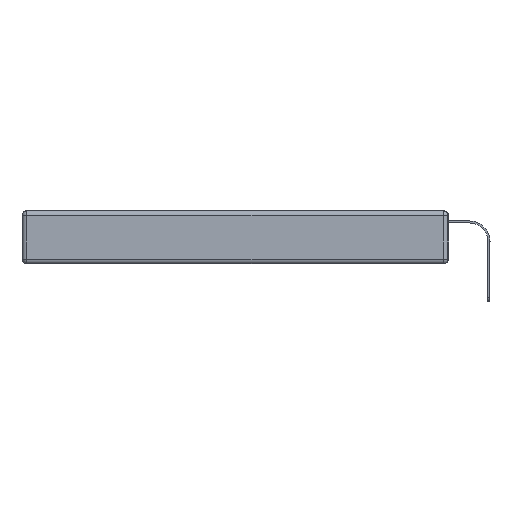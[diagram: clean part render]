
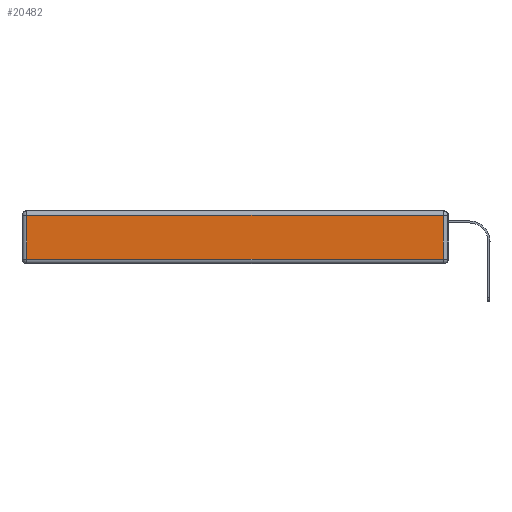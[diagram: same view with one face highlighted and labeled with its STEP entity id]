
A CAD part, left-side view. The second image highlights one B-rep face of the part: STEP entity #20482.
In plain terms, the highlighted planar face has unit normal (-1, 0, 0).
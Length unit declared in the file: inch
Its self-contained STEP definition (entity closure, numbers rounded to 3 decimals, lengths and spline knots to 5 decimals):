
#474 = DIRECTION ( 'NONE',  ( 0., 0., -1. ) ) ;
#1052 = DIRECTION ( 'NONE',  ( 0., 0., 1. ) ) ;
#1436 = DIRECTION ( 'NONE',  ( 0., 0., 1. ) ) ;
#1670 = AXIS2_PLACEMENT_3D ( 'NONE', #21971, #20149, #1052 ) ;
#2908 = EDGE_LOOP ( 'NONE', ( #19186, #18268, #12402, #4545 ) ) ;
#2922 = DIRECTION ( 'NONE',  ( 0., 1., 0. ) ) ;
#3780 = DIRECTION ( 'NONE',  ( 0., -1., 0. ) ) ;
#4156 = CARTESIAN_POINT ( 'NONE',  ( 0., 0.03, -0.03 ) ) ;
#4175 = LINE ( 'NONE', #19087, #16602 ) ;
#4545 = ORIENTED_EDGE ( 'NONE', *, *, #12038, .T. ) ;
#4962 = FACE_OUTER_BOUND ( 'NONE', #2908, .T. ) ;
#5852 = CARTESIAN_POINT ( 'NONE',  ( 0., 2.72, -0.03 ) ) ;
#6096 = CARTESIAN_POINT ( 'NONE',  ( 0., 0., -0.313 ) ) ;
#6542 = CARTESIAN_POINT ( 'NONE',  ( 0., 0.03, -0.313 ) ) ;
#7690 = LINE ( 'NONE', #6096, #21689 ) ;
#8527 = CARTESIAN_POINT ( 'NONE',  ( 0., 2.75, -0.03 ) ) ;
#11141 = EDGE_CURVE ( 'NONE', #17457, #18142, #16350, .T. ) ;
#12038 = EDGE_CURVE ( 'NONE', #18142, #14058, #4175, .T. ) ;
#12402 = ORIENTED_EDGE ( 'NONE', *, *, #11141, .T. ) ;
#12566 = CARTESIAN_POINT ( 'NONE',  ( 0., 0.03, -0.343 ) ) ;
#14058 = VERTEX_POINT ( 'NONE', #19849 ) ;
#14283 = LINE ( 'NONE', #12566, #15673 ) ;
#14482 = PLANE ( 'NONE',  #1670 ) ;
#15673 = VECTOR ( 'NONE', #1436, 39.37008 ) ;
#16350 = LINE ( 'NONE', #8527, #21339 ) ;
#16602 = VECTOR ( 'NONE', #474, 39.37008 ) ;
#17457 = VERTEX_POINT ( 'NONE', #4156 ) ;
#18142 = VERTEX_POINT ( 'NONE', #5852 ) ;
#18268 = ORIENTED_EDGE ( 'NONE', *, *, #19986, .T. ) ;
#19087 = CARTESIAN_POINT ( 'NONE',  ( 0., 2.72, -0.343 ) ) ;
#19186 = ORIENTED_EDGE ( 'NONE', *, *, #24140, .T. ) ;
#19849 = CARTESIAN_POINT ( 'NONE',  ( 0., 2.72, -0.313 ) ) ;
#19986 = EDGE_CURVE ( 'NONE', #20317, #17457, #14283, .T. ) ;
#20149 = DIRECTION ( 'NONE',  ( -1., 0., 0. ) ) ;
#20317 = VERTEX_POINT ( 'NONE', #6542 ) ;
#20482 = ADVANCED_FACE ( 'NONE', ( #4962 ), #14482, .T. ) ;
#21339 = VECTOR ( 'NONE', #2922, 39.37008 ) ;
#21689 = VECTOR ( 'NONE', #3780, 39.37008 ) ;
#21971 = CARTESIAN_POINT ( 'NONE',  ( 0., 0., -0.343 ) ) ;
#24140 = EDGE_CURVE ( 'NONE', #14058, #20317, #7690, .T. ) ;
